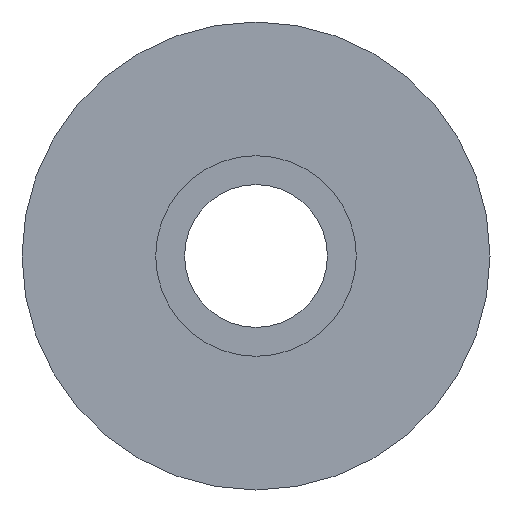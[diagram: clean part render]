
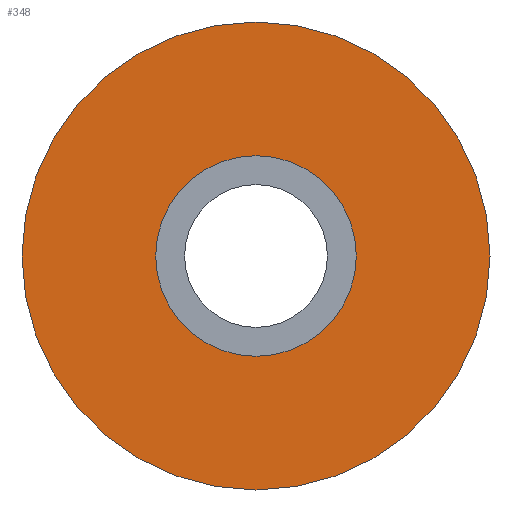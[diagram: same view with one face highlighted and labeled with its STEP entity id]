
A CAD part, left-side view. The second image highlights one B-rep face of the part: STEP entity #348.
In plain terms, the highlighted planar face has unit normal (-1, 0, 0).
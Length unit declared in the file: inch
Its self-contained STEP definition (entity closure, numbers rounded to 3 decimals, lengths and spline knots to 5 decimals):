
#3 = CARTESIAN_POINT ( 'NONE',  ( 0.10586, 0., 0. ) ) ;
#14 = CARTESIAN_POINT ( 'NONE',  ( 0.10586, 0., 0. ) ) ;
#16 = AXIS2_PLACEMENT_3D ( 'NONE', #244, #208, #307 ) ;
#20 = VERTEX_POINT ( 'NONE', #165 ) ;
#24 = CIRCLE ( 'NONE', #337, 2.0625 ) ;
#34 = DIRECTION ( 'NONE',  ( -1., 0., 0. ) ) ;
#35 = DIRECTION ( 'NONE',  ( 0., 0., 1. ) ) ;
#39 = DIRECTION ( 'NONE',  ( -1., 0., 0. ) ) ;
#87 = EDGE_LOOP ( 'NONE', ( #339, #443 ) ) ;
#93 = DIRECTION ( 'NONE',  ( 0., 0., 1. ) ) ;
#119 = CIRCLE ( 'NONE', #238, 4.8125 ) ;
#123 = DIRECTION ( 'NONE',  ( -1., 0., 0. ) ) ;
#136 = EDGE_CURVE ( 'NONE', #197, #20, #423, .T. ) ;
#165 = CARTESIAN_POINT ( 'NONE',  ( 0.10586, 0., -4.8125 ) ) ;
#197 = VERTEX_POINT ( 'NONE', #399 ) ;
#203 = VERTEX_POINT ( 'NONE', #263 ) ;
#208 = DIRECTION ( 'NONE',  ( -1., 0., 0. ) ) ;
#238 = AXIS2_PLACEMENT_3D ( 'NONE', #3, #355, #35 ) ;
#242 = CARTESIAN_POINT ( 'NONE',  ( 0.10586, 0., 2.0625 ) ) ;
#244 = CARTESIAN_POINT ( 'NONE',  ( 0.10586, 0., 0. ) ) ;
#254 = PLANE ( 'NONE',  #422 ) ;
#255 = EDGE_CURVE ( 'NONE', #203, #258, #24, .T. ) ;
#258 = VERTEX_POINT ( 'NONE', #242 ) ;
#263 = CARTESIAN_POINT ( 'NONE',  ( 0.10586, 0., -2.0625 ) ) ;
#290 = FACE_BOUND ( 'NONE', #87, .T. ) ;
#298 = EDGE_CURVE ( 'NONE', #258, #203, #449, .T. ) ;
#307 = DIRECTION ( 'NONE',  ( 0., 0., 1. ) ) ;
#309 = EDGE_LOOP ( 'NONE', ( #333, #341 ) ) ;
#319 = AXIS2_PLACEMENT_3D ( 'NONE', #434, #39, #431 ) ;
#333 = ORIENTED_EDGE ( 'NONE', *, *, #136, .T. ) ;
#336 = EDGE_CURVE ( 'NONE', #20, #197, #119, .T. ) ;
#337 = AXIS2_PLACEMENT_3D ( 'NONE', #14, #123, #93 ) ;
#339 = ORIENTED_EDGE ( 'NONE', *, *, #298, .F. ) ;
#341 = ORIENTED_EDGE ( 'NONE', *, *, #336, .T. ) ;
#348 = ADVANCED_FACE ( 'NONE', ( #391, #290 ), #254, .T. ) ;
#355 = DIRECTION ( 'NONE',  ( -1., 0., 0. ) ) ;
#391 = FACE_OUTER_BOUND ( 'NONE', #309, .T. ) ;
#399 = CARTESIAN_POINT ( 'NONE',  ( 0.10586, 0., 4.8125 ) ) ;
#422 = AXIS2_PLACEMENT_3D ( 'NONE', #430, #34, #457 ) ;
#423 = CIRCLE ( 'NONE', #319, 4.8125 ) ;
#430 = CARTESIAN_POINT ( 'NONE',  ( 0.10586, 0., 0. ) ) ;
#431 = DIRECTION ( 'NONE',  ( 0., 0., 1. ) ) ;
#434 = CARTESIAN_POINT ( 'NONE',  ( 0.10586, 0., 0. ) ) ;
#443 = ORIENTED_EDGE ( 'NONE', *, *, #255, .F. ) ;
#449 = CIRCLE ( 'NONE', #16, 2.0625 ) ;
#457 = DIRECTION ( 'NONE',  ( 0., 0., 1. ) ) ;
